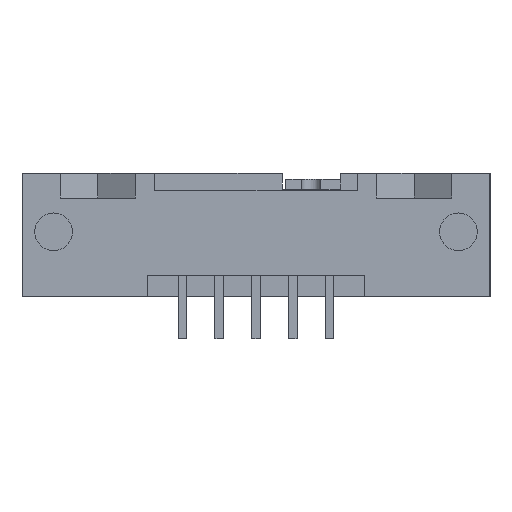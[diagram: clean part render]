
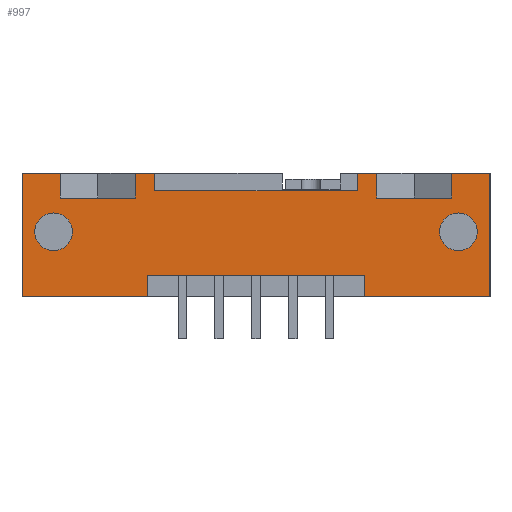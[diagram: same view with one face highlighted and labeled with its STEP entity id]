
A CAD part, front view. The second image highlights one B-rep face of the part: STEP entity #997.
In plain terms, the highlighted planar face has unit normal (0, -1, 0).
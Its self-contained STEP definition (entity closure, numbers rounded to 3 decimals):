
#789=FACE_BOUND('',#1597,.T.);
#790=FACE_BOUND('',#1598,.T.);
#791=FACE_BOUND('',#1599,.T.);
#795=CIRCLE('',#4497,1.3);
#802=CIRCLE('',#4636,1.3);
#997=ADVANCED_FACE('',(#789,#790,#791),#1189,.T.);
#1189=PLANE('',#4637);
#1597=EDGE_LOOP('',(#2584));
#1598=EDGE_LOOP('',(#2585));
#1599=EDGE_LOOP('',(#2586,#2587,#2588,#2589,#2590,#2591,#2592,#2593,#2594,
#2595,#2596,#2597,#2598,#2599,#2600,#2601,#2602,#2603,#2604,#2605));
#2584=ORIENTED_EDGE('',*,*,#3446,.T.);
#2585=ORIENTED_EDGE('',*,*,#3090,.T.);
#2586=ORIENTED_EDGE('',*,*,#3445,.T.);
#2587=ORIENTED_EDGE('',*,*,#3436,.T.);
#2588=ORIENTED_EDGE('',*,*,#3364,.T.);
#2589=ORIENTED_EDGE('',*,*,#3385,.T.);
#2590=ORIENTED_EDGE('',*,*,#3376,.T.);
#2591=ORIENTED_EDGE('',*,*,#3377,.T.);
#2592=ORIENTED_EDGE('',*,*,#3380,.T.);
#2593=ORIENTED_EDGE('',*,*,#3384,.T.);
#2594=ORIENTED_EDGE('',*,*,#3387,.T.);
#2595=ORIENTED_EDGE('',*,*,#3390,.T.);
#2596=ORIENTED_EDGE('',*,*,#3393,.T.);
#2597=ORIENTED_EDGE('',*,*,#3430,.T.);
#2598=ORIENTED_EDGE('',*,*,#3158,.T.);
#2599=ORIENTED_EDGE('',*,*,#3161,.T.);
#2600=ORIENTED_EDGE('',*,*,#3162,.T.);
#2601=ORIENTED_EDGE('',*,*,#3429,.T.);
#2602=ORIENTED_EDGE('',*,*,#3432,.F.);
#2603=ORIENTED_EDGE('',*,*,#3435,.T.);
#2604=ORIENTED_EDGE('',*,*,#3439,.T.);
#2605=ORIENTED_EDGE('',*,*,#3442,.T.);
#2706=VERTEX_POINT('',#5853);
#2753=VERTEX_POINT('',#5995);
#2754=VERTEX_POINT('',#5997);
#2755=VERTEX_POINT('',#6001);
#2756=VERTEX_POINT('',#6005);
#2892=VERTEX_POINT('',#6412);
#2893=VERTEX_POINT('',#6414);
#2902=VERTEX_POINT('',#6438);
#2903=VERTEX_POINT('',#6440);
#2904=VERTEX_POINT('',#6444);
#2905=VERTEX_POINT('',#6448);
#2908=VERTEX_POINT('',#6456);
#2910=VERTEX_POINT('',#6462);
#2912=VERTEX_POINT('',#6468);
#2913=VERTEX_POINT('',#6473);
#2933=VERTEX_POINT('',#6543);
#2934=VERTEX_POINT('',#6548);
#2937=VERTEX_POINT('',#6555);
#2938=VERTEX_POINT('',#6558);
#2940=VERTEX_POINT('',#6563);
#2941=VERTEX_POINT('',#6568);
#2943=VERTEX_POINT('',#6578);
#3090=EDGE_CURVE('',#2706,#2706,#795,.T.);
#3158=EDGE_CURVE('',#2754,#2753,#3657,.T.);
#3161=EDGE_CURVE('',#2753,#2755,#3660,.T.);
#3162=EDGE_CURVE('',#2755,#2756,#3661,.T.);
#3364=EDGE_CURVE('',#2892,#2893,#3863,.T.);
#3376=EDGE_CURVE('',#2902,#2903,#3873,.T.);
#3377=EDGE_CURVE('',#2903,#2904,#3874,.T.);
#3380=EDGE_CURVE('',#2904,#2905,#3877,.T.);
#3384=EDGE_CURVE('',#2905,#2908,#3881,.T.);
#3385=EDGE_CURVE('',#2893,#2902,#3882,.T.);
#3387=EDGE_CURVE('',#2908,#2910,#3884,.T.);
#3390=EDGE_CURVE('',#2910,#2912,#3887,.T.);
#3393=EDGE_CURVE('',#2912,#2913,#3890,.T.);
#3429=EDGE_CURVE('',#2756,#2933,#3924,.T.);
#3430=EDGE_CURVE('',#2913,#2754,#3925,.T.);
#3432=EDGE_CURVE('',#2934,#2933,#3927,.T.);
#3435=EDGE_CURVE('',#2934,#2937,#3930,.T.);
#3436=EDGE_CURVE('',#2938,#2892,#3931,.T.);
#3439=EDGE_CURVE('',#2937,#2940,#3934,.T.);
#3442=EDGE_CURVE('',#2940,#2941,#3937,.T.);
#3445=EDGE_CURVE('',#2941,#2938,#3940,.T.);
#3446=EDGE_CURVE('',#2943,#2943,#802,.T.);
#3657=LINE('',#5996,#4150);
#3660=LINE('',#6002,#4153);
#3661=LINE('',#6004,#4154);
#3863=LINE('',#6415,#4356);
#3873=LINE('',#6441,#4366);
#3874=LINE('',#6443,#4367);
#3877=LINE('',#6449,#4370);
#3881=LINE('',#6457,#4374);
#3882=LINE('',#6458,#4375);
#3884=LINE('',#6463,#4377);
#3887=LINE('',#6469,#4380);
#3890=LINE('',#6475,#4383);
#3924=LINE('',#6544,#4417);
#3925=LINE('',#6545,#4418);
#3927=LINE('',#6549,#4420);
#3930=LINE('',#6556,#4423);
#3931=LINE('',#6557,#4424);
#3934=LINE('',#6564,#4427);
#3937=LINE('',#6570,#4430);
#3940=LINE('',#6575,#4433);
#4150=VECTOR('',#5038,1.);
#4153=VECTOR('',#5043,1.);
#4154=VECTOR('',#5046,1.);
#4356=VECTOR('',#5390,1.);
#4366=VECTOR('',#5412,1.);
#4367=VECTOR('',#5415,1.);
#4370=VECTOR('',#5420,1.);
#4374=VECTOR('',#5426,1.);
#4375=VECTOR('',#5427,1.);
#4377=VECTOR('',#5431,1.);
#4380=VECTOR('',#5436,1.);
#4383=VECTOR('',#5441,1.);
#4417=VECTOR('',#5507,1.);
#4418=VECTOR('',#5508,1.);
#4420=VECTOR('',#5512,1.);
#4423=VECTOR('',#5517,1.);
#4424=VECTOR('',#5518,1.);
#4427=VECTOR('',#5523,1.);
#4430=VECTOR('',#5528,1.);
#4433=VECTOR('',#5535,1.);
#4497=AXIS2_PLACEMENT_3D('',#5852,#4911,#4912);
#4636=AXIS2_PLACEMENT_3D('',#6577,#5538,#5539);
#4637=AXIS2_PLACEMENT_3D('',#6579,#5540,#5541);
#4911=DIRECTION('',(0.,1.,0.));
#4912=DIRECTION('',(1.,0.,0.));
#5038=DIRECTION('',(0.,0.,-1.));
#5043=DIRECTION('',(-1.,0.,0.));
#5046=DIRECTION('',(0.,0.,1.));
#5390=DIRECTION('',(0.,0.,1.));
#5412=DIRECTION('',(0.,0.,-1.));
#5415=DIRECTION('',(-1.,0.,0.));
#5420=DIRECTION('',(0.,0.,1.));
#5426=DIRECTION('',(-1.,0.,0.));
#5427=DIRECTION('',(-1.,0.,0.));
#5431=DIRECTION('',(0.,0.,-1.));
#5436=DIRECTION('',(-1.,0.,0.));
#5441=DIRECTION('',(0.,0.,1.));
#5507=DIRECTION('',(-1.,0.,0.));
#5508=DIRECTION('',(-1.,0.,0.));
#5512=DIRECTION('',(0.,0.,1.));
#5517=DIRECTION('',(1.,0.,0.));
#5518=DIRECTION('',(1.,0.,0.));
#5523=DIRECTION('',(0.,0.,1.));
#5528=DIRECTION('',(1.,0.,0.));
#5535=DIRECTION('',(0.,0.,-1.));
#5538=DIRECTION('',(0.,1.,0.));
#5539=DIRECTION('',(1.,0.,0.));
#5540=DIRECTION('',(0.,-1.,0.));
#5541=DIRECTION('',(1.,0.,0.));
#5852=CARTESIAN_POINT('',(-29.393,2.59,4.47));
#5853=CARTESIAN_POINT('',(-28.093,2.59,4.47));
#5995=CARTESIAN_POINT('',(-23.743,2.59,6.8));
#5996=CARTESIAN_POINT('',(-23.743,2.59,8.5));
#5997=CARTESIAN_POINT('',(-23.743,2.59,8.5));
#6001=CARTESIAN_POINT('',(-28.943,2.59,6.8));
#6002=CARTESIAN_POINT('',(-23.743,2.59,6.8));
#6004=CARTESIAN_POINT('',(-28.943,2.59,6.8));
#6005=CARTESIAN_POINT('',(-28.943,2.59,8.5));
#6412=CARTESIAN_POINT('',(0.727,2.59,0.));
#6414=CARTESIAN_POINT('',(0.727,2.59,8.5));
#6415=CARTESIAN_POINT('',(0.727,2.59,0.));
#6438=CARTESIAN_POINT('',(-1.903,2.59,8.5));
#6440=CARTESIAN_POINT('',(-1.903,2.59,6.8));
#6441=CARTESIAN_POINT('',(-1.903,2.59,8.5));
#6443=CARTESIAN_POINT('',(-1.903,2.59,6.8));
#6444=CARTESIAN_POINT('',(-7.103,2.59,6.8));
#6448=CARTESIAN_POINT('',(-7.103,2.59,8.5));
#6449=CARTESIAN_POINT('',(-7.103,2.59,6.8));
#6456=CARTESIAN_POINT('',(-8.423,2.59,8.5));
#6457=CARTESIAN_POINT('',(-7.103,2.59,8.5));
#6458=CARTESIAN_POINT('',(0.727,2.59,8.5));
#6462=CARTESIAN_POINT('',(-8.423,2.59,7.3));
#6463=CARTESIAN_POINT('',(-8.423,2.59,8.5));
#6468=CARTESIAN_POINT('',(-22.423,2.59,7.3));
#6469=CARTESIAN_POINT('',(-8.423,2.59,7.3));
#6473=CARTESIAN_POINT('',(-22.423,2.59,8.5));
#6475=CARTESIAN_POINT('',(-22.423,2.59,7.3));
#6543=CARTESIAN_POINT('',(-31.573,2.59,8.5));
#6544=CARTESIAN_POINT('',(-28.943,2.59,8.5));
#6545=CARTESIAN_POINT('',(-22.423,2.59,8.5));
#6548=CARTESIAN_POINT('',(-31.573,2.59,0.));
#6549=CARTESIAN_POINT('',(-31.573,2.59,0.));
#6555=CARTESIAN_POINT('',(-22.923,2.59,0.));
#6556=CARTESIAN_POINT('',(-31.573,2.59,0.));
#6557=CARTESIAN_POINT('',(-7.923,2.59,0.));
#6558=CARTESIAN_POINT('',(-7.923,2.59,0.));
#6563=CARTESIAN_POINT('',(-22.923,2.59,1.48));
#6564=CARTESIAN_POINT('',(-22.923,2.59,0.));
#6568=CARTESIAN_POINT('',(-7.923,2.59,1.48));
#6570=CARTESIAN_POINT('',(-22.923,2.59,1.48));
#6575=CARTESIAN_POINT('',(-7.923,2.59,1.48));
#6577=CARTESIAN_POINT('',(-1.453,2.59,4.47));
#6578=CARTESIAN_POINT('',(-0.153,2.59,4.47));
#6579=CARTESIAN_POINT('',(-31.573,2.59,0.));
